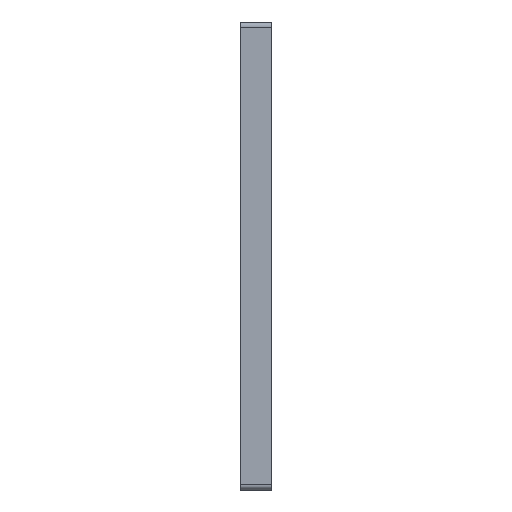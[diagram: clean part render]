
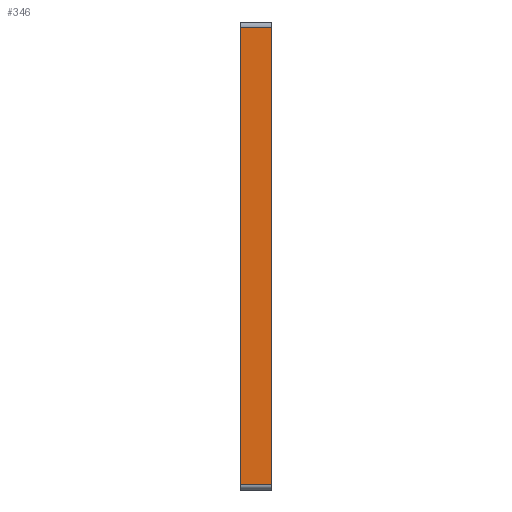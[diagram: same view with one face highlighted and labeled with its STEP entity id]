
A CAD part, left-side view. The second image highlights one B-rep face of the part: STEP entity #346.
In plain terms, the highlighted planar face has unit normal (-1, 0, 0).
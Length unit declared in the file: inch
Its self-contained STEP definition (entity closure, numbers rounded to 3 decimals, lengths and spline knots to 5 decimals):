
#31 = DIRECTION ( 'NONE',  ( 0., 0., -1. ) ) ;
#68 = LINE ( 'NONE', #2493, #1043 ) ;
#105 = DIRECTION ( 'NONE',  ( 0., -1., 0. ) ) ;
#117 = CARTESIAN_POINT ( 'NONE',  ( 0., 0.1875, -2.71875 ) ) ;
#128 = VECTOR ( 'NONE', #1618, 39.37008 ) ;
#168 = ORIENTED_EDGE ( 'NONE', *, *, #1210, .F. ) ;
#314 = DIRECTION ( 'NONE',  ( 0., 0., 1. ) ) ;
#326 = PLANE ( 'NONE',  #641 ) ;
#346 = ADVANCED_FACE ( 'NONE', ( #2106 ), #326, .F. ) ;
#362 = EDGE_LOOP ( 'NONE', ( #1606, #1214, #168, #1182 ) ) ;
#588 = CARTESIAN_POINT ( 'NONE',  ( 0., 0.1875, -0.03125 ) ) ;
#604 = DIRECTION ( 'NONE',  ( 0., 1., 0. ) ) ;
#637 = LINE ( 'NONE', #588, #1113 ) ;
#641 = AXIS2_PLACEMENT_3D ( 'NONE', #1329, #2547, #31 ) ;
#1020 = EDGE_CURVE ( 'NONE', #2220, #1377, #68, .T. ) ;
#1043 = VECTOR ( 'NONE', #105, 39.37008 ) ;
#1113 = VECTOR ( 'NONE', #604, 39.37008 ) ;
#1182 = ORIENTED_EDGE ( 'NONE', *, *, #1020, .T. ) ;
#1210 = EDGE_CURVE ( 'NONE', #2220, #1949, #2178, .T. ) ;
#1214 = ORIENTED_EDGE ( 'NONE', *, *, #2002, .T. ) ;
#1329 = CARTESIAN_POINT ( 'NONE',  ( 0., 0.1875, 0. ) ) ;
#1377 = VERTEX_POINT ( 'NONE', #1842 ) ;
#1491 = CARTESIAN_POINT ( 'NONE',  ( 0., 0.1875, 0. ) ) ;
#1515 = CARTESIAN_POINT ( 'NONE',  ( 0., 0., 0. ) ) ;
#1521 = EDGE_CURVE ( 'NONE', #1377, #2110, #2073, .T. ) ;
#1606 = ORIENTED_EDGE ( 'NONE', *, *, #1521, .T. ) ;
#1614 = CARTESIAN_POINT ( 'NONE',  ( 0., 0., -0.03125 ) ) ;
#1618 = DIRECTION ( 'NONE',  ( 0., 0., 1. ) ) ;
#1634 = VECTOR ( 'NONE', #314, 39.37008 ) ;
#1842 = CARTESIAN_POINT ( 'NONE',  ( 0., 0., -2.71875 ) ) ;
#1949 = VERTEX_POINT ( 'NONE', #2115 ) ;
#2002 = EDGE_CURVE ( 'NONE', #2110, #1949, #637, .T. ) ;
#2073 = LINE ( 'NONE', #1515, #128 ) ;
#2106 = FACE_OUTER_BOUND ( 'NONE', #362, .T. ) ;
#2110 = VERTEX_POINT ( 'NONE', #1614 ) ;
#2115 = CARTESIAN_POINT ( 'NONE',  ( 0., 0.1875, -0.03125 ) ) ;
#2178 = LINE ( 'NONE', #1491, #1634 ) ;
#2220 = VERTEX_POINT ( 'NONE', #117 ) ;
#2493 = CARTESIAN_POINT ( 'NONE',  ( 0., 0.1875, -2.71875 ) ) ;
#2547 = DIRECTION ( 'NONE',  ( 1., 0., 0. ) ) ;
